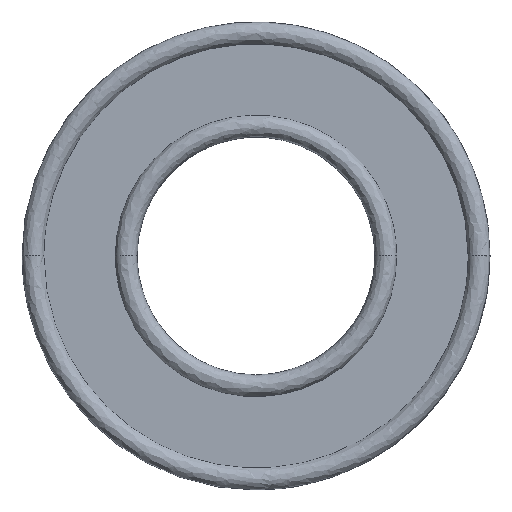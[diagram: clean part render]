
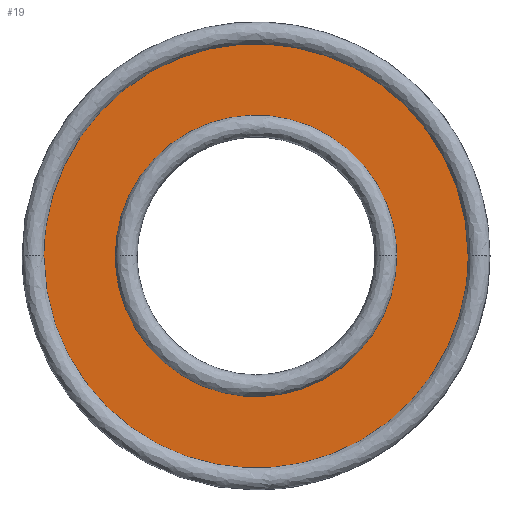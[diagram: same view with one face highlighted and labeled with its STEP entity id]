
A CAD part, top view. The second image highlights one B-rep face of the part: STEP entity #19.
In plain terms, the highlighted planar face has unit normal (0, 0, 1).
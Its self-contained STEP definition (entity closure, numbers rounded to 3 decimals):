
#15=FACE_BOUND('',#41,.T.);
#19=ADVANCED_FACE('',(#29,#15),#171,.T.);
#29=FACE_OUTER_BOUND('',#40,.T.);
#40=EDGE_LOOP('',(#66,#67));
#41=EDGE_LOOP('',(#68,#69));
#66=ORIENTED_EDGE('',*,*,#114,.T.);
#67=ORIENTED_EDGE('',*,*,#113,.T.);
#68=ORIENTED_EDGE('',*,*,#115,.T.);
#69=ORIENTED_EDGE('',*,*,#116,.T.);
#113=EDGE_CURVE('',#163,#162,#141,.T.);
#114=EDGE_CURVE('',#162,#163,#142,.T.);
#115=EDGE_CURVE('',#165,#164,#143,.T.);
#116=EDGE_CURVE('',#164,#165,#144,.T.);
#141=(
BOUNDED_CURVE()
B_SPLINE_CURVE(2,(#733,#734,#735,#736,#737),.UNSPECIFIED.,.F.,.F.)
B_SPLINE_CURVE_WITH_KNOTS((3,2,3),(-89.728,-44.864,
0.),.UNSPECIFIED.)
CURVE()
GEOMETRIC_REPRESENTATION_ITEM()
RATIONAL_B_SPLINE_CURVE((1.,0.707,1.,0.707,1.))
REPRESENTATION_ITEM('')
);
#142=(
BOUNDED_CURVE()
B_SPLINE_CURVE(2,(#738,#739,#740,#741,#742),.UNSPECIFIED.,.F.,.F.)
B_SPLINE_CURVE_WITH_KNOTS((3,2,3),(-179.457,-134.593,
-89.728),.UNSPECIFIED.)
CURVE()
GEOMETRIC_REPRESENTATION_ITEM()
RATIONAL_B_SPLINE_CURVE((1.,0.707,1.,0.707,1.))
REPRESENTATION_ITEM('')
);
#143=(
BOUNDED_CURVE()
B_SPLINE_CURVE(2,(#743,#744,#745,#746,#747),.UNSPECIFIED.,.F.,.F.)
B_SPLINE_CURVE_WITH_KNOTS((3,2,3),(-59.497,-29.749,
0.),.UNSPECIFIED.)
CURVE()
GEOMETRIC_REPRESENTATION_ITEM()
RATIONAL_B_SPLINE_CURVE((1.,0.707,1.,0.707,1.))
REPRESENTATION_ITEM('')
);
#144=(
BOUNDED_CURVE()
B_SPLINE_CURVE(2,(#748,#749,#750,#751,#752),.UNSPECIFIED.,.F.,.F.)
B_SPLINE_CURVE_WITH_KNOTS((3,2,3),(-118.994,-89.246,
-59.497),.UNSPECIFIED.)
CURVE()
GEOMETRIC_REPRESENTATION_ITEM()
RATIONAL_B_SPLINE_CURVE((1.,0.707,1.,0.707,1.))
REPRESENTATION_ITEM('')
);
#162=VERTEX_POINT('',#686);
#163=VERTEX_POINT('',#687);
#164=VERTEX_POINT('',#688);
#165=VERTEX_POINT('',#689);
#171=PLANE('',#269);
#269=AXIS2_PLACEMENT_3D('',#315,#274,$);
#274=DIRECTION('',(0.,0.,1.));
#315=CARTESIAN_POINT('',(-34.394,-34.394,0.425));
#686=CARTESIAN_POINT('',(-28.561,0.,0.425));
#687=CARTESIAN_POINT('',(28.561,0.,0.425));
#688=CARTESIAN_POINT('',(-18.939,0.,0.425));
#689=CARTESIAN_POINT('',(18.939,0.,0.425));
#733=CARTESIAN_POINT('',(28.561,0.,0.425));
#734=CARTESIAN_POINT('',(28.561,28.561,0.425));
#735=CARTESIAN_POINT('',(0.,28.561,0.425));
#736=CARTESIAN_POINT('',(-28.561,28.561,0.425));
#737=CARTESIAN_POINT('',(-28.561,0.,0.425));
#738=CARTESIAN_POINT('',(-28.561,0.,0.425));
#739=CARTESIAN_POINT('',(-28.561,-28.561,0.425));
#740=CARTESIAN_POINT('',(0.,-28.561,0.425));
#741=CARTESIAN_POINT('',(28.561,-28.561,0.425));
#742=CARTESIAN_POINT('',(28.561,0.,0.425));
#743=CARTESIAN_POINT('',(18.939,0.,0.425));
#744=CARTESIAN_POINT('',(18.939,-18.939,0.425));
#745=CARTESIAN_POINT('',(0.,-18.939,0.425));
#746=CARTESIAN_POINT('',(-18.939,-18.939,0.425));
#747=CARTESIAN_POINT('',(-18.939,0.,0.425));
#748=CARTESIAN_POINT('',(-18.939,0.,0.425));
#749=CARTESIAN_POINT('',(-18.939,18.939,0.425));
#750=CARTESIAN_POINT('',(0.,18.939,0.425));
#751=CARTESIAN_POINT('',(18.939,18.939,0.425));
#752=CARTESIAN_POINT('',(18.939,0.,0.425));
